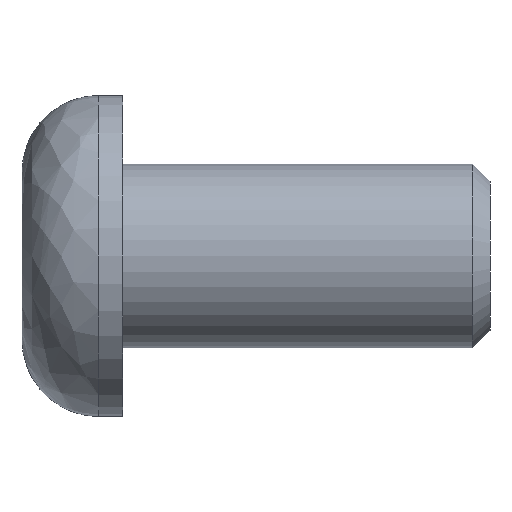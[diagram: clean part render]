
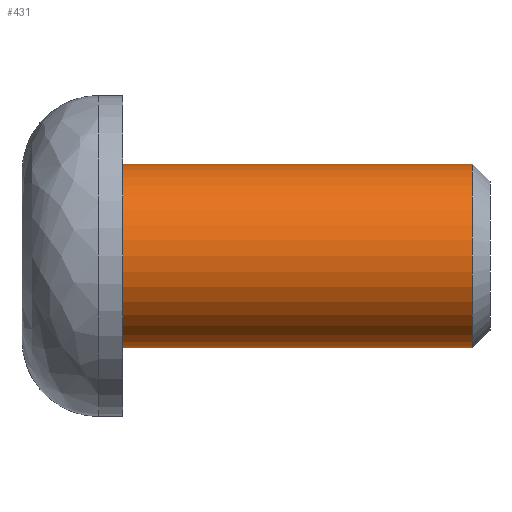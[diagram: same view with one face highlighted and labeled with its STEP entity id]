
A CAD part, front view. The second image highlights one B-rep face of the part: STEP entity #431.
In plain terms, the highlighted cylindrical face has radius 4 mm (diameter 8 mm), a partial arc.
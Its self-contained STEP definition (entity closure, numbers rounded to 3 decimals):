
#27 = AXIS2_PLACEMENT_3D ( 'NONE', #551, #519, #582 ) ;
#30 = ORIENTED_EDGE ( 'NONE', *, *, #131, .T. ) ;
#57 = DIRECTION ( 'NONE',  ( -1., 0., 0. ) ) ;
#76 = CARTESIAN_POINT ( 'NONE',  ( 0., 0., 0. ) ) ;
#95 = CARTESIAN_POINT ( 'NONE',  ( 0., 0., 4. ) ) ;
#119 = DIRECTION ( 'NONE',  ( 0., 0., 1. ) ) ;
#128 = CYLINDRICAL_SURFACE ( 'NONE', #27, 4. ) ;
#131 = EDGE_CURVE ( 'NONE', #170, #359, #402, .T. ) ;
#146 = CARTESIAN_POINT ( 'NONE',  ( 15.233, 0., 0. ) ) ;
#148 = CIRCLE ( 'NONE', #487, 4. ) ;
#170 = VERTEX_POINT ( 'NONE', #586 ) ;
#173 = FACE_OUTER_BOUND ( 'NONE', #266, .T. ) ;
#235 = DIRECTION ( 'NONE',  ( -1., 0., 0. ) ) ;
#259 = EDGE_CURVE ( 'NONE', #448, #531, #148, .T. ) ;
#266 = EDGE_LOOP ( 'NONE', ( #455, #30, #599, #343 ) ) ;
#306 = AXIS2_PLACEMENT_3D ( 'NONE', #146, #57, #430 ) ;
#343 = ORIENTED_EDGE ( 'NONE', *, *, #259, .T. ) ;
#359 = VERTEX_POINT ( 'NONE', #490 ) ;
#367 = CARTESIAN_POINT ( 'NONE',  ( 10.25, 0., 4. ) ) ;
#375 = CARTESIAN_POINT ( 'NONE',  ( 0., 0., -4. ) ) ;
#396 = DIRECTION ( 'NONE',  ( 1., 0., 0. ) ) ;
#402 = CIRCLE ( 'NONE', #306, 4. ) ;
#406 = VECTOR ( 'NONE', #235, 1000. ) ;
#421 = LINE ( 'NONE', #367, #406 ) ;
#430 = DIRECTION ( 'NONE',  ( 0., 0., 1. ) ) ;
#431 = ADVANCED_FACE ( 'NONE', ( #173 ), #128, .T. ) ;
#448 = VERTEX_POINT ( 'NONE', #95 ) ;
#455 = ORIENTED_EDGE ( 'NONE', *, *, #467, .F. ) ;
#467 = EDGE_CURVE ( 'NONE', #170, #531, #543, .T. ) ;
#487 = AXIS2_PLACEMENT_3D ( 'NONE', #76, #396, #119 ) ;
#490 = CARTESIAN_POINT ( 'NONE',  ( 15.233, 0., 4. ) ) ;
#499 = VECTOR ( 'NONE', #593, 1000. ) ;
#519 = DIRECTION ( 'NONE',  ( -1., 0., 0. ) ) ;
#531 = VERTEX_POINT ( 'NONE', #375 ) ;
#534 = CARTESIAN_POINT ( 'NONE',  ( 10.25, 0., -4. ) ) ;
#543 = LINE ( 'NONE', #534, #499 ) ;
#544 = EDGE_CURVE ( 'NONE', #359, #448, #421, .T. ) ;
#551 = CARTESIAN_POINT ( 'NONE',  ( 10.25, 0., 0. ) ) ;
#582 = DIRECTION ( 'NONE',  ( 0., 0., 1. ) ) ;
#586 = CARTESIAN_POINT ( 'NONE',  ( 15.233, 0., -4. ) ) ;
#593 = DIRECTION ( 'NONE',  ( -1., 0., 0. ) ) ;
#599 = ORIENTED_EDGE ( 'NONE', *, *, #544, .T. ) ;
